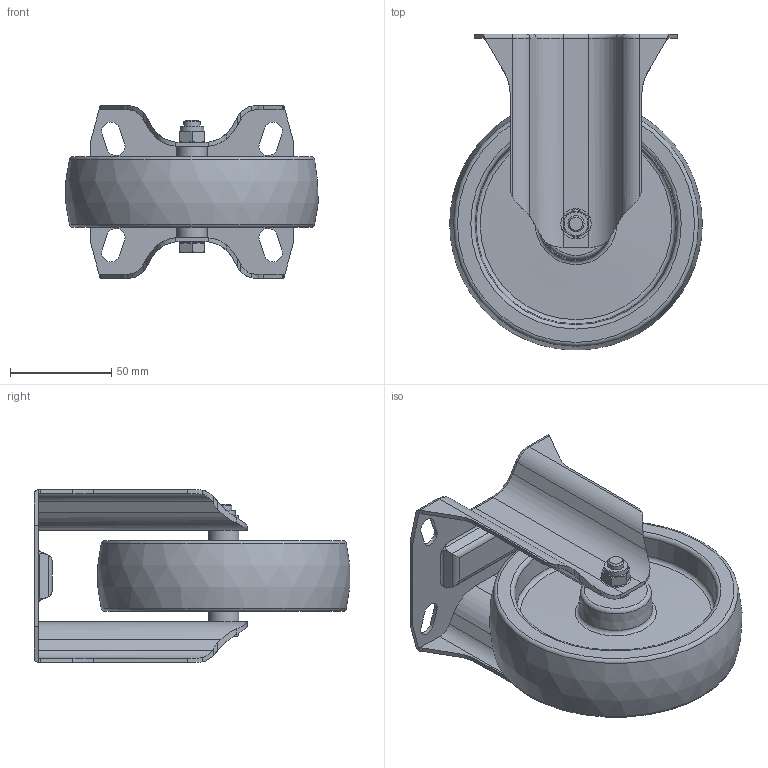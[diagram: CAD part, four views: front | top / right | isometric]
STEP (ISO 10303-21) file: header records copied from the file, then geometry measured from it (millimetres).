
FILE_DESCRIPTION(/* description */ ('RUOTA D.125 FISSA C/P '),/* implementation_level */ '2;1');
FILE_NAME(/* name */ 'CRUST0000042.stp',/* time_stamp */ '2022-11-23T09:02:35+01:00',/* author */ ('tecnico7'),/* organization */ (''),/* preprocessor_version */ 'ST-DEVELOPER v18.1',/* originating_system */ 'Autodesk Inventor 2022',/* authorisation */ '');
FILE_SCHEMA (('AUTOMOTIVE_DESIGN { 1 0 10303 214 3 1 1 }'));
Length unit declared in the file: millimetre
Products named in the file (1): CRUST0000042
Bounding box: 124.53 x 155.66 x 85 mm (x, y, z)
Volume: 276924.2 mm3; surface area: 93910.1 mm2
Topology: 2 solids, 2 shells, 242 faces, 632 edges, 403 vertices
Faces by surface type: plane 97, cylinder 83, cone 35, torus 22, bspline 4, sphere 1
Full cylindrical faces by diameter (mm): 8 x3, 11.63 x2, 15 x4
Entity records: 7933 total; most frequent: CARTESIAN_POINT 1662, DIRECTION 1284, ORIENTED_EDGE 1264, EDGE_CURVE 632, AXIS2_PLACEMENT_3D 505, VERTEX_POINT 403, LINE 274, VECTOR 274
